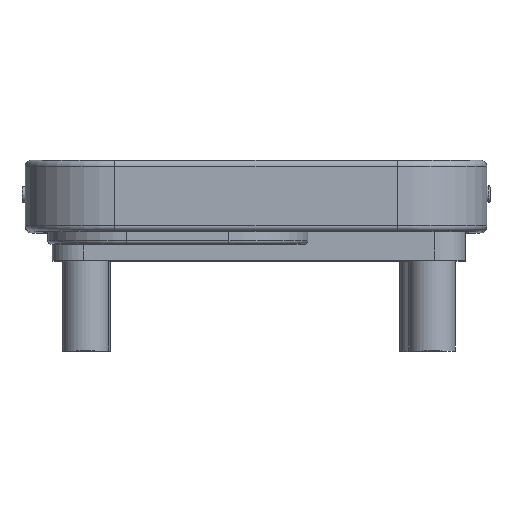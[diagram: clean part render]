
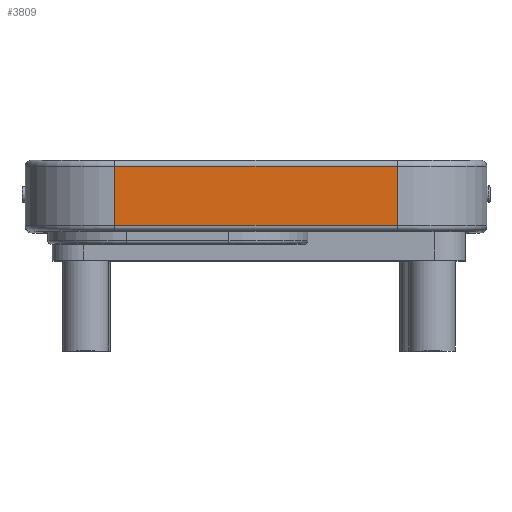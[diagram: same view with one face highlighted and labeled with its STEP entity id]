
A CAD part, top view. The second image highlights one B-rep face of the part: STEP entity #3809.
In plain terms, the highlighted planar face has unit normal (0, 0, 1).
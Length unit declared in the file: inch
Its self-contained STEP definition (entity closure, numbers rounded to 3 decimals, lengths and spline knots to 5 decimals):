
#441=LINE('',#6605,#731);
#444=LINE('',#6622,#734);
#446=LINE('',#6643,#736);
#447=LINE('',#6650,#737);
#731=VECTOR('',#5417,0.3937);
#734=VECTOR('',#5442,0.3937);
#736=VECTOR('',#5476,0.3937);
#737=VECTOR('',#5489,0.3937);
#1005=FACE_OUTER_BOUND('',#1269,.T.);
#1269=EDGE_LOOP('',(#3387,#3388,#3389,#3390));
#1859=VERTEX_POINT('',#6597);
#1861=VERTEX_POINT('',#6603);
#1864=VERTEX_POINT('',#6620);
#1867=VERTEX_POINT('',#6638);
#2357=EDGE_CURVE('',#1861,#1859,#441,.T.);
#2367=EDGE_CURVE('',#1864,#1861,#444,.T.);
#2378=EDGE_CURVE('',#1867,#1864,#446,.T.);
#2381=EDGE_CURVE('',#1867,#1859,#447,.T.);
#3387=ORIENTED_EDGE('',*,*,#2357,.F.);
#3388=ORIENTED_EDGE('',*,*,#2367,.F.);
#3389=ORIENTED_EDGE('',*,*,#2378,.F.);
#3390=ORIENTED_EDGE('',*,*,#2381,.T.);
#3595=PLANE('',#4304);
#3809=ADVANCED_FACE('',(#1005),#3595,.T.);
#4304=AXIS2_PLACEMENT_3D('',#6670,#5516,#5517);
#5417=DIRECTION('',(-1.,0.,0.));
#5442=DIRECTION('',(0.,-1.,0.));
#5476=DIRECTION('',(1.,0.,0.));
#5489=DIRECTION('',(0.,-1.,0.));
#5516=DIRECTION('center_axis',(0.,0.,1.));
#5517=DIRECTION('ref_axis',(0.,-1.,0.));
#6597=CARTESIAN_POINT('',(-2.85168,-0.04921,2.86143));
#6603=CARTESIAN_POINT('',(-1.02097,-0.04921,2.86143));
#6605=CARTESIAN_POINT('',(-1.93632,-0.04921,2.86143));
#6620=CARTESIAN_POINT('',(-1.02097,0.33465,2.86143));
#6622=CARTESIAN_POINT('',(-1.02097,0.37402,2.86143));
#6638=CARTESIAN_POINT('',(-2.85168,0.33465,2.86143));
#6643=CARTESIAN_POINT('',(-1.93632,0.33465,2.86143));
#6650=CARTESIAN_POINT('',(-2.85168,0.37402,2.86143));
#6670=CARTESIAN_POINT('Origin',(-2.85168,0.37402,2.86143));
